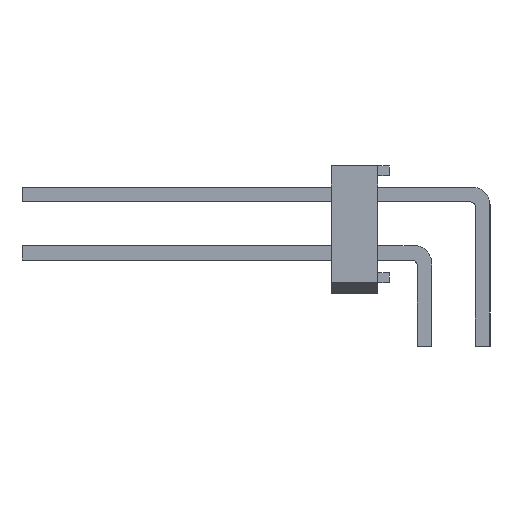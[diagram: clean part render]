
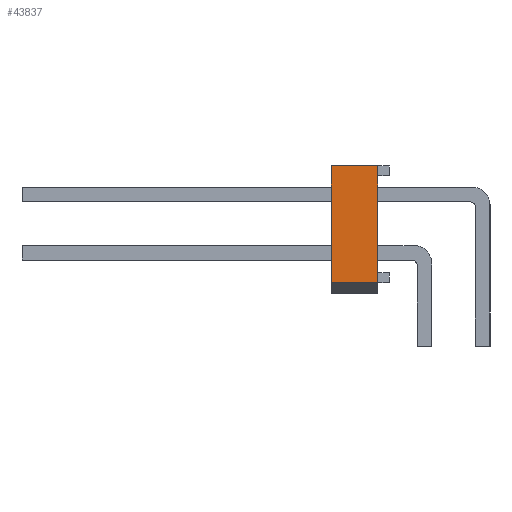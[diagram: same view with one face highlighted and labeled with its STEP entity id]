
A CAD part, left-side view. The second image highlights one B-rep face of the part: STEP entity #43837.
In plain terms, the highlighted face is planar.
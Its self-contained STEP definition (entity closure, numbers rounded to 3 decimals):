
#23624 = VERTEX_POINT('',#23625);
#23625 = CARTESIAN_POINT('',(43.18,2.54,-2.54));
#23631 = EDGE_CURVE('',#23624,#23632,#23634,.T.);
#23632 = VERTEX_POINT('',#23633);
#23633 = CARTESIAN_POINT('',(43.18,0.508,-2.54));
#23634 = LINE('',#23635,#23636);
#23635 = CARTESIAN_POINT('',(43.18,2.54,-2.54));
#23636 = VECTOR('',#23637,1.);
#23637 = DIRECTION('',(0.,-1.,0.));
#43802 = VERTEX_POINT('',#43803);
#43803 = CARTESIAN_POINT('',(43.18,0.508,2.54));
#43811 = EDGE_CURVE('',#43812,#43802,#43814,.T.);
#43812 = VERTEX_POINT('',#43813);
#43813 = CARTESIAN_POINT('',(43.18,2.54,2.54));
#43814 = LINE('',#43815,#43816);
#43815 = CARTESIAN_POINT('',(43.18,2.54,2.54));
#43816 = VECTOR('',#43817,1.);
#43817 = DIRECTION('',(0.,-1.,0.));
#43837 = ADVANCED_FACE('',(#43838),#43854,.F.);
#43838 = FACE_BOUND('',#43839,.T.);
#43839 = EDGE_LOOP('',(#43840,#43846,#43847,#43853));
#43840 = ORIENTED_EDGE('',*,*,#43841,.F.);
#43841 = EDGE_CURVE('',#23632,#43802,#43842,.T.);
#43842 = LINE('',#43843,#43844);
#43843 = CARTESIAN_POINT('',(43.18,0.508,2.54));
#43844 = VECTOR('',#43845,1.);
#43845 = DIRECTION('',(0.,0.,1.));
#43846 = ORIENTED_EDGE('',*,*,#23631,.F.);
#43847 = ORIENTED_EDGE('',*,*,#43848,.F.);
#43848 = EDGE_CURVE('',#43812,#23624,#43849,.T.);
#43849 = LINE('',#43850,#43851);
#43850 = CARTESIAN_POINT('',(43.18,2.54,2.54));
#43851 = VECTOR('',#43852,1.);
#43852 = DIRECTION('',(0.,0.,-1.));
#43853 = ORIENTED_EDGE('',*,*,#43811,.T.);
#43854 = PLANE('',#43855);
#43855 = AXIS2_PLACEMENT_3D('',#43856,#43857,#43858);
#43856 = CARTESIAN_POINT('',(43.18,2.54,2.54));
#43857 = DIRECTION('',(-1.,0.,0.));
#43858 = DIRECTION('',(0.,0.,1.));
